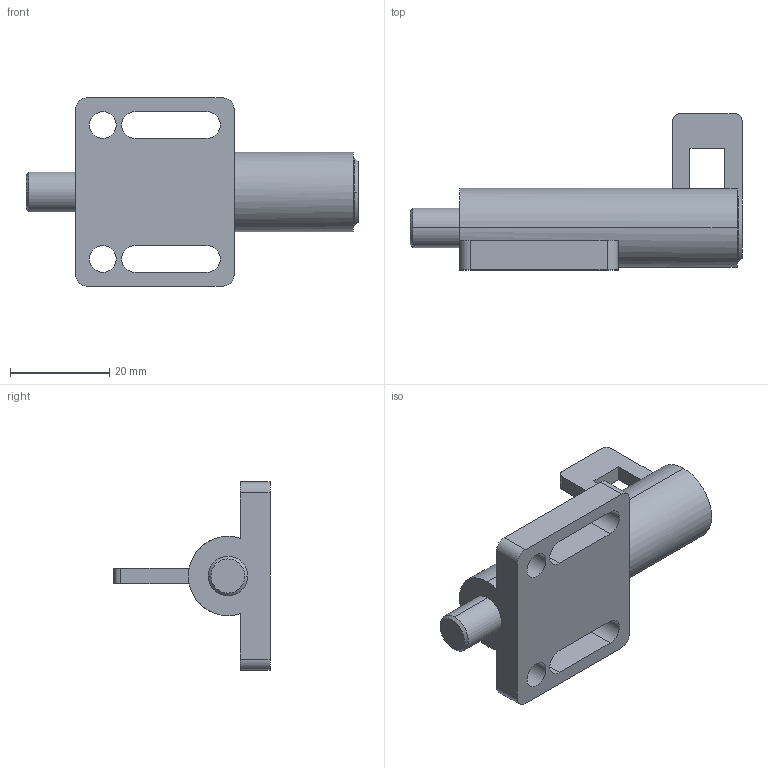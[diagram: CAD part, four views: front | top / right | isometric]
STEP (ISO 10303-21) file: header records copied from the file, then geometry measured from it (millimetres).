
FILE_DESCRIPTION(('STEP AP214'),'1');
FILE_NAME('HALDERN_EH_22120_1020.stp','2017-07-04T09:08:01',('TraceParts'),('TraceParts S.A.'),'Spatial InterOp 3D',' ',' ');
FILE_SCHEMA(('automotive_design'));
Length unit declared in the file: millimetre
Products named in the file (2): HALDERN_EH_22120_1020_1; HALDERN_EH_22120_1020_2
Bounding box: 67 x 31.5 x 38 mm (x, y, z)
Volume: 16183.4 mm3; surface area: 9674.8 mm2
Topology: 2 solids, 2 shells, 57 faces, 162 edges, 108 vertices
Faces by surface type: cylinder 29, plane 24, cone 4
Entity records: 2398 total; most frequent: DIRECTION 351, CARTESIAN_POINT 333, ORIENTED_EDGE 324, EDGE_CURVE 162, AXIS2_PLACEMENT_3D 132, VERTEX_POINT 108, LINE 87, VECTOR 87
